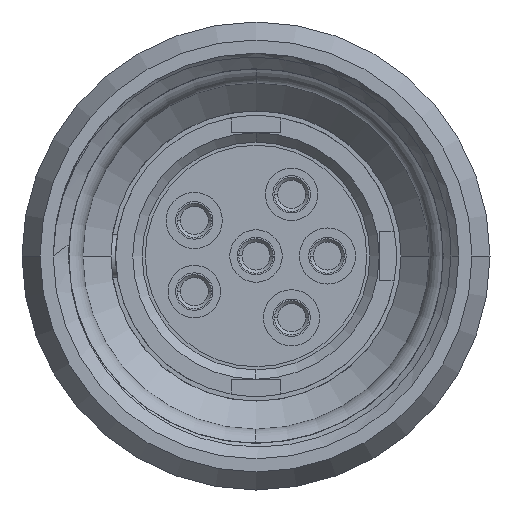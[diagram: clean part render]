
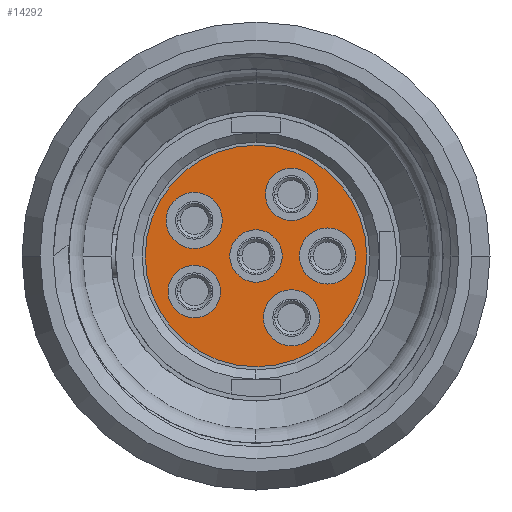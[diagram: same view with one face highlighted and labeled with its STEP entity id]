
A CAD part, left-side view. The second image highlights one B-rep face of the part: STEP entity #14292.
In plain terms, the highlighted planar face has unit normal (-1, 0, 0).
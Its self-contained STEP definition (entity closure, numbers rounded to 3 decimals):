
#4499=CARTESIAN_POINT('',(14.6,0.,0.));
#4500=DIRECTION('',(-1.,0.,0.));
#4501=DIRECTION('',(0.,0.,1.));
#4502=AXIS2_PLACEMENT_3D('',#4499,#4500,#4501);
#4513=CARTESIAN_POINT('',(14.6,0.,0.));
#4514=DIRECTION('',(1.,0.,0.));
#4515=DIRECTION('',(0.,0.,1.));
#4516=AXIS2_PLACEMENT_3D('',#4513,#4514,#4515);
#4522=CARTESIAN_POINT('',(14.6,1.98,-1.14));
#4523=DIRECTION('',(-1.,0.,0.));
#4524=DIRECTION('',(0.,0.,1.));
#4525=AXIS2_PLACEMENT_3D('',#4522,#4523,#4524);
#4527=CARTESIAN_POINT('',(14.6,1.98,-1.14));
#4528=DIRECTION('',(-1.,0.,0.));
#4529=DIRECTION('',(0.,0.,-1.));
#4530=AXIS2_PLACEMENT_3D('',#4527,#4528,#4529);
#4532=CARTESIAN_POINT('',(14.6,-1.14,-1.98));
#4533=DIRECTION('',(-1.,0.,0.));
#4534=DIRECTION('',(0.,0.,1.));
#4535=AXIS2_PLACEMENT_3D('',#4532,#4533,#4534);
#4537=CARTESIAN_POINT('',(14.6,-1.14,-1.98));
#4538=DIRECTION('',(-1.,0.,0.));
#4539=DIRECTION('',(0.,0.,-1.));
#4540=AXIS2_PLACEMENT_3D('',#4537,#4538,#4539);
#4542=CARTESIAN_POINT('',(14.6,-2.29,-0.001));
#4543=DIRECTION('',(-1.,0.,0.));
#4544=DIRECTION('',(0.,0.,1.));
#4545=AXIS2_PLACEMENT_3D('',#4542,#4543,#4544);
#4547=CARTESIAN_POINT('',(14.6,-2.29,-0.001));
#4548=DIRECTION('',(-1.,0.,0.));
#4549=DIRECTION('',(0.,0.,-1.));
#4550=AXIS2_PLACEMENT_3D('',#4547,#4548,#4549);
#4552=CARTESIAN_POINT('',(14.6,0.,0.));
#4553=DIRECTION('',(-1.,0.,0.));
#4554=DIRECTION('',(0.,0.,1.));
#4555=AXIS2_PLACEMENT_3D('',#4552,#4553,#4554);
#4557=CARTESIAN_POINT('',(14.6,0.,0.));
#4558=DIRECTION('',(-1.,0.,0.));
#4559=DIRECTION('',(0.,0.,-1.));
#4560=AXIS2_PLACEMENT_3D('',#4557,#4558,#4559);
#4562=CARTESIAN_POINT('',(14.6,-1.14,1.98));
#4563=DIRECTION('',(-1.,0.,0.));
#4564=DIRECTION('',(0.,0.,1.));
#4565=AXIS2_PLACEMENT_3D('',#4562,#4563,#4564);
#4567=CARTESIAN_POINT('',(14.6,-1.14,1.98));
#4568=DIRECTION('',(-1.,0.,0.));
#4569=DIRECTION('',(0.,0.,-1.));
#4570=AXIS2_PLACEMENT_3D('',#4567,#4568,#4569);
#4572=CARTESIAN_POINT('',(14.6,1.98,1.14));
#4573=DIRECTION('',(-1.,0.,0.));
#4574=DIRECTION('',(0.,0.,1.));
#4575=AXIS2_PLACEMENT_3D('',#4572,#4573,#4574);
#4577=CARTESIAN_POINT('',(14.6,1.98,1.14));
#4578=DIRECTION('',(-1.,0.,0.));
#4579=DIRECTION('',(0.,0.,-1.));
#4580=AXIS2_PLACEMENT_3D('',#4577,#4578,#4579);
#6670=CARTESIAN_POINT('',(14.6,-0.001,3.55));
#6671=CARTESIAN_POINT('',(14.6,0.001,-3.55));
#6672=VERTEX_POINT('',#6670);
#6673=VERTEX_POINT('',#6671);
#6674=CARTESIAN_POINT('',(14.6,1.98,-0.3));
#6675=CARTESIAN_POINT('',(14.6,1.98,-1.98));
#6676=VERTEX_POINT('',#6674);
#6677=VERTEX_POINT('',#6675);
#6678=CARTESIAN_POINT('',(14.6,-1.14,-1.08));
#6679=CARTESIAN_POINT('',(14.6,-1.139,-2.88));
#6680=VERTEX_POINT('',#6678);
#6681=VERTEX_POINT('',#6679);
#6682=CARTESIAN_POINT('',(14.6,-2.29,0.899));
#6683=CARTESIAN_POINT('',(14.6,-2.29,-0.901));
#6684=VERTEX_POINT('',#6682);
#6685=VERTEX_POINT('',#6683);
#6686=CARTESIAN_POINT('',(14.6,0.,0.84));
#6687=CARTESIAN_POINT('',(14.6,0.,-0.84));
#6688=VERTEX_POINT('',#6686);
#6689=VERTEX_POINT('',#6687);
#6690=CARTESIAN_POINT('',(14.6,-1.141,2.82));
#6691=CARTESIAN_POINT('',(14.6,-1.14,1.14));
#6692=VERTEX_POINT('',#6690);
#6693=VERTEX_POINT('',#6691);
#6694=CARTESIAN_POINT('',(14.6,1.98,2.04));
#6695=CARTESIAN_POINT('',(14.6,1.98,0.24));
#6696=VERTEX_POINT('',#6694);
#6697=VERTEX_POINT('',#6695);
#14247=CARTESIAN_POINT('',(14.6,0.,0.));
#14248=DIRECTION('',(-1.,0.,0.));
#14249=DIRECTION('',(0.,0.,-1.));
#14250=AXIS2_PLACEMENT_3D('',#14247,#14248,#14249);
#14251=PLANE('537',#14250);
#14252=ORIENTED_EDGE('1639',*,*,#14241,.T.);
#14253=ORIENTED_EDGE('1638',*,*,#14227,.F.);
#14254=EDGE_LOOP('537',(#14252,#14253));
#14255=FACE_OUTER_BOUND('537',#14254,.F.);
#14257=ORIENTED_EDGE('1650',*,*,#14256,.T.);
#14259=ORIENTED_EDGE('1651',*,*,#14258,.T.);
#14260=EDGE_LOOP('537',(#14257,#14259));
#14261=FACE_BOUND('537',#14260,.F.);
#14263=ORIENTED_EDGE('1652',*,*,#14262,.T.);
#14265=ORIENTED_EDGE('1653',*,*,#14264,.T.);
#14266=EDGE_LOOP('537',(#14263,#14265));
#14267=FACE_BOUND('537',#14266,.F.);
#14269=ORIENTED_EDGE('1654',*,*,#14268,.T.);
#14271=ORIENTED_EDGE('1655',*,*,#14270,.T.);
#14272=EDGE_LOOP('537',(#14269,#14271));
#14273=FACE_BOUND('537',#14272,.F.);
#14275=ORIENTED_EDGE('1656',*,*,#14274,.T.);
#14277=ORIENTED_EDGE('1657',*,*,#14276,.T.);
#14278=EDGE_LOOP('537',(#14275,#14277));
#14279=FACE_BOUND('537',#14278,.F.);
#14281=ORIENTED_EDGE('1658',*,*,#14280,.T.);
#14283=ORIENTED_EDGE('1659',*,*,#14282,.T.);
#14284=EDGE_LOOP('537',(#14281,#14283));
#14285=FACE_BOUND('537',#14284,.F.);
#14287=ORIENTED_EDGE('1682',*,*,#14286,.T.);
#14289=ORIENTED_EDGE('1683',*,*,#14288,.T.);
#14290=EDGE_LOOP('537',(#14287,#14289));
#14291=FACE_BOUND('537',#14290,.F.);
#4503=CIRCLE('1638',#4502,3.55);
#4517=CIRCLE('1639',#4516,3.55);
#4526=CIRCLE('1650',#4525,0.84);
#4531=CIRCLE('1651',#4530,0.84);
#4536=CIRCLE('1652',#4535,0.9);
#4541=CIRCLE('1653',#4540,0.9);
#4546=CIRCLE('1654',#4545,0.9);
#4551=CIRCLE('1655',#4550,0.9);
#4556=CIRCLE('1656',#4555,0.84);
#4561=CIRCLE('1657',#4560,0.84);
#4566=CIRCLE('1658',#4565,0.84);
#4571=CIRCLE('1659',#4570,0.84);
#4576=CIRCLE('1682',#4575,0.9);
#4581=CIRCLE('1683',#4580,0.9);
#14227=EDGE_CURVE('1638',#6672,#6673,#4503,.T.);
#14241=EDGE_CURVE('1639',#6672,#6673,#4517,.T.);
#14256=EDGE_CURVE('1650',#6676,#6677,#4526,.T.);
#14258=EDGE_CURVE('1651',#6677,#6676,#4531,.T.);
#14262=EDGE_CURVE('1652',#6680,#6681,#4536,.T.);
#14264=EDGE_CURVE('1653',#6681,#6680,#4541,.T.);
#14268=EDGE_CURVE('1654',#6684,#6685,#4546,.T.);
#14270=EDGE_CURVE('1655',#6685,#6684,#4551,.T.);
#14274=EDGE_CURVE('1656',#6688,#6689,#4556,.T.);
#14276=EDGE_CURVE('1657',#6689,#6688,#4561,.T.);
#14280=EDGE_CURVE('1658',#6692,#6693,#4566,.T.);
#14282=EDGE_CURVE('1659',#6693,#6692,#4571,.T.);
#14286=EDGE_CURVE('1682',#6696,#6697,#4576,.T.);
#14288=EDGE_CURVE('1683',#6697,#6696,#4581,.T.);
#14292=ADVANCED_FACE('537',(#14255,#14261,#14267,#14273,#14279,#14285,#14291),
#14251,.T.);
